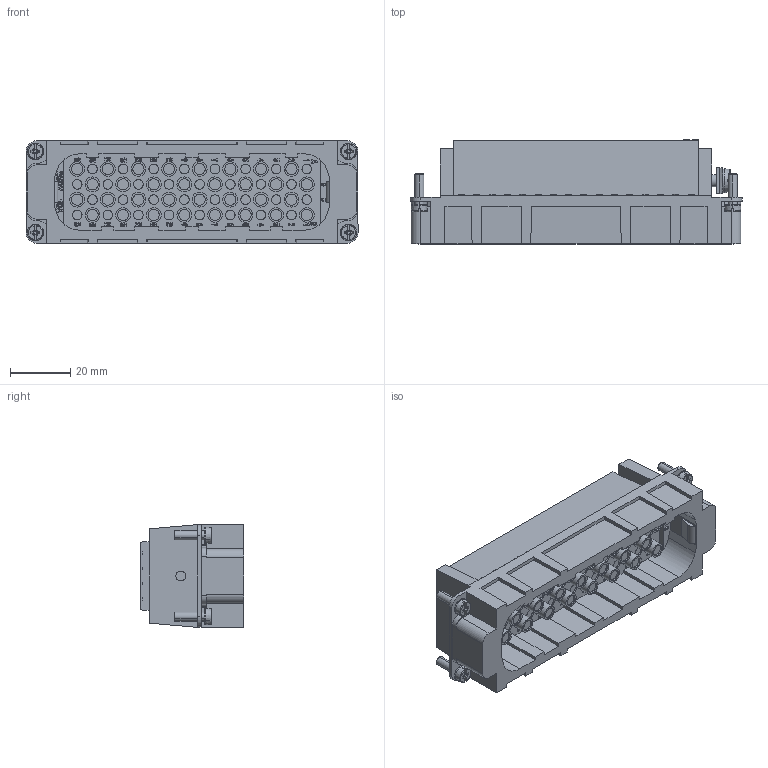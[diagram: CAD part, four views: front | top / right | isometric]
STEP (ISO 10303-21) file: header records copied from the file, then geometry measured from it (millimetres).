
FILE_DESCRIPTION(/* description */ (''),/* implementation_level */ '2;1');
FILE_NAME(/* name */ 'C146_10A064_500_2.stp',/* time_stamp */ '2016-04-12T14:52:55+02:00',/* author */ (''),/* organization */ (''),/* preprocessor_version */ 'ST-DEVELOPER v15',/* originating_system */ 'SIEMENS PLM Software NX 9.0',/* authorisation */ '');
FILE_SCHEMA (('CONFIG_CONTROL_DESIGN'));
Length unit declared in the file: millimetre
Products named in the file (1): c146 10a064 500 2nxm001-04
Bounding box: 110.2 x 34.5 x 34 mm (x, y, z)
Volume: 64839.2 mm3; surface area: 24117.2 mm2
Topology: 1 solids, 1 shells, 1756 faces, 4374 edges, 2950 vertices
Faces by surface type: plane 1286, cylinder 278, extrusion 96, cone 78, torus 16, bspline 2
Full cylindrical faces by diameter (mm): 0.24 x2, 0.48 x6, 0.5 x2, 3.3 x1, 3.7 x32, 4 x2, 4.5 x64, 4.9 x32, 8 x1
Entity records: 51218 total; most frequent: CARTESIAN_POINT 10797, ORIENTED_EDGE 8104, DIRECTION 7911, EDGE_CURVE 4052, VECTOR 2923, LINE 2827, VERTEX_POINT 2814, AXIS2_PLACEMENT_3D 2494
